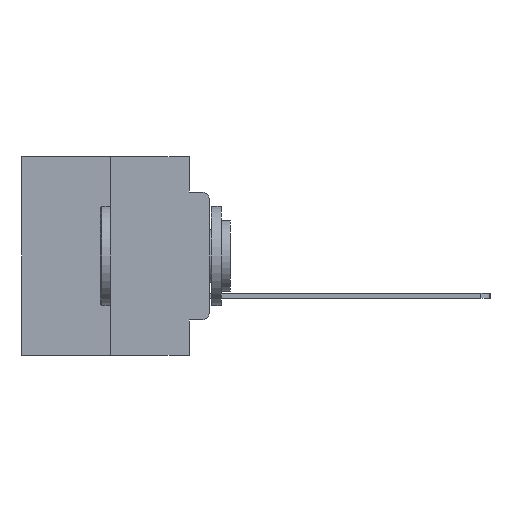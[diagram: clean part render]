
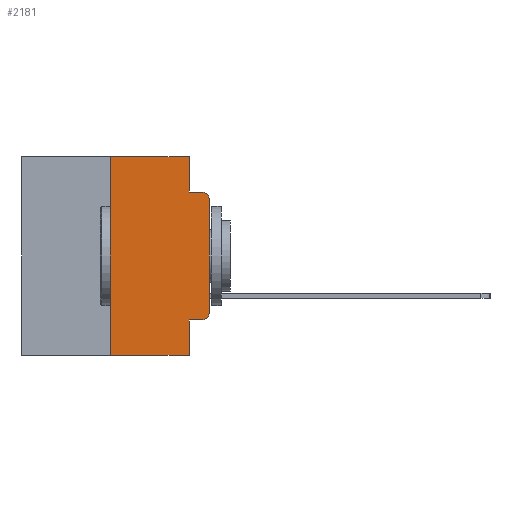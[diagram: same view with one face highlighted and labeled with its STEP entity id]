
A CAD part, left-side view. The second image highlights one B-rep face of the part: STEP entity #2181.
In plain terms, the highlighted planar face has unit normal (-1, 0, 0).
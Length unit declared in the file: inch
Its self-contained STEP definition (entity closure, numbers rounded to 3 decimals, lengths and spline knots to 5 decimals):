
#205 = DIRECTION ( 'NONE',  ( 0., -1., 0. ) ) ;
#260 = CARTESIAN_POINT ( 'NONE',  ( 0., 0.02, -0.1085 ) ) ;
#848 = LINE ( 'NONE', #7393, #23283 ) ;
#1065 = VERTEX_POINT ( 'NONE', #27808 ) ;
#1117 = VECTOR ( 'NONE', #4205, 39.37008 ) ;
#1247 = VECTOR ( 'NONE', #22727, 39.37008 ) ;
#1962 = CARTESIAN_POINT ( 'NONE',  ( 0., 0., -0.3915 ) ) ;
#2181 = ADVANCED_FACE ( 'NONE', ( #25915 ), #19913, .F. ) ;
#2211 = VERTEX_POINT ( 'NONE', #20164 ) ;
#2648 = LINE ( 'NONE', #6377, #1117 ) ;
#2737 = DIRECTION ( 'NONE',  ( 0., 0., -1. ) ) ;
#2757 = AXIS2_PLACEMENT_3D ( 'NONE', #12387, #26958, #14506 ) ;
#2817 = VERTEX_POINT ( 'NONE', #23864 ) ;
#3142 = EDGE_CURVE ( 'NONE', #21219, #26870, #23607, .T. ) ;
#3323 = VERTEX_POINT ( 'NONE', #16721 ) ;
#3783 = EDGE_CURVE ( 'NONE', #26870, #14639, #17401, .T. ) ;
#4205 = DIRECTION ( 'NONE',  ( 0., -1., 0. ) ) ;
#4970 = CARTESIAN_POINT ( 'NONE',  ( 0., 0., 0. ) ) ;
#5096 = EDGE_CURVE ( 'NONE', #16645, #1065, #17299, .T. ) ;
#5220 = CARTESIAN_POINT ( 'NONE',  ( 0., 0.051, -0.4115 ) ) ;
#6297 = ORIENTED_EDGE ( 'NONE', *, *, #3783, .T. ) ;
#6377 = CARTESIAN_POINT ( 'NONE',  ( 0., 0.473, -0.5 ) ) ;
#6991 = CARTESIAN_POINT ( 'NONE',  ( 0., 0.02, -0.4115 ) ) ;
#7253 = DIRECTION ( 'NONE',  ( 0., 0., 1. ) ) ;
#7393 = CARTESIAN_POINT ( 'NONE',  ( 0., 0.051, 0. ) ) ;
#7771 = EDGE_CURVE ( 'NONE', #16645, #10688, #2648, .T. ) ;
#7886 = DIRECTION ( 'NONE',  ( 0., -1., 0. ) ) ;
#8030 = ORIENTED_EDGE ( 'NONE', *, *, #26423, .F. ) ;
#8874 = EDGE_CURVE ( 'NONE', #2817, #24979, #10676, .T. ) ;
#9893 = VECTOR ( 'NONE', #7886, 39.37008 ) ;
#10011 = DIRECTION ( 'NONE',  ( 0., 0., 1. ) ) ;
#10463 = DIRECTION ( 'NONE',  ( 1., 0., 0. ) ) ;
#10556 = CARTESIAN_POINT ( 'NONE',  ( 0., 0.25, -0.5 ) ) ;
#10676 = CIRCLE ( 'NONE', #19202, 0.02 ) ;
#10688 = VERTEX_POINT ( 'NONE', #20630 ) ;
#10809 = ORIENTED_EDGE ( 'NONE', *, *, #3142, .T. ) ;
#11439 = EDGE_LOOP ( 'NONE', ( #16738, #12482, #18045, #23598, #8030, #24862, #21311, #26832, #10809, #6297 ) ) ;
#11965 = EDGE_CURVE ( 'NONE', #21219, #10688, #848, .T. ) ;
#12200 = LINE ( 'NONE', #4970, #15157 ) ;
#12317 = DIRECTION ( 'NONE',  ( 0., 0., -1. ) ) ;
#12387 = CARTESIAN_POINT ( 'NONE',  ( 0., 0.02, -0.3915 ) ) ;
#12482 = ORIENTED_EDGE ( 'NONE', *, *, #8874, .T. ) ;
#13722 = CARTESIAN_POINT ( 'NONE',  ( 0., 0.051, -0.0885 ) ) ;
#14506 = DIRECTION ( 'NONE',  ( 0., 0., -1. ) ) ;
#14639 = VERTEX_POINT ( 'NONE', #1962 ) ;
#15157 = VECTOR ( 'NONE', #7253, 39.37008 ) ;
#15855 = DIRECTION ( 'NONE',  ( -1., 0., 0. ) ) ;
#16341 = CARTESIAN_POINT ( 'NONE',  ( 0., 0.473, 0. ) ) ;
#16645 = VERTEX_POINT ( 'NONE', #10556 ) ;
#16721 = CARTESIAN_POINT ( 'NONE',  ( 0., 0.051, 0. ) ) ;
#16738 = ORIENTED_EDGE ( 'NONE', *, *, #27662, .T. ) ;
#17299 = LINE ( 'NONE', #18393, #21525 ) ;
#17401 = CIRCLE ( 'NONE', #2757, 0.02 ) ;
#17429 = EDGE_CURVE ( 'NONE', #2211, #24979, #24648, .T. ) ;
#18045 = ORIENTED_EDGE ( 'NONE', *, *, #17429, .F. ) ;
#18393 = CARTESIAN_POINT ( 'NONE',  ( 0., 0.25, 0. ) ) ;
#19106 = VECTOR ( 'NONE', #205, 39.37008 ) ;
#19114 = VECTOR ( 'NONE', #12317, 39.37008 ) ;
#19202 = AXIS2_PLACEMENT_3D ( 'NONE', #260, #15855, #2737 ) ;
#19351 = DIRECTION ( 'NONE',  ( 0., 0., -1. ) ) ;
#19841 = CARTESIAN_POINT ( 'NONE',  ( 0., 0.473, 0. ) ) ;
#19913 = PLANE ( 'NONE',  #25300 ) ;
#20164 = CARTESIAN_POINT ( 'NONE',  ( 0., 0.051, -0.0885 ) ) ;
#20630 = CARTESIAN_POINT ( 'NONE',  ( 0., 0.051, -0.5 ) ) ;
#21219 = VERTEX_POINT ( 'NONE', #5220 ) ;
#21311 = ORIENTED_EDGE ( 'NONE', *, *, #7771, .T. ) ;
#21525 = VECTOR ( 'NONE', #10011, 39.37008 ) ;
#21752 = LINE ( 'NONE', #16341, #9893 ) ;
#22289 = CARTESIAN_POINT ( 'NONE',  ( 0., 0.02, -0.0885 ) ) ;
#22727 = DIRECTION ( 'NONE',  ( 0., -1., 0. ) ) ;
#23283 = VECTOR ( 'NONE', #24317, 39.37008 ) ;
#23598 = ORIENTED_EDGE ( 'NONE', *, *, #25770, .F. ) ;
#23607 = LINE ( 'NONE', #23949, #1247 ) ;
#23864 = CARTESIAN_POINT ( 'NONE',  ( 0., 0., -0.1085 ) ) ;
#23949 = CARTESIAN_POINT ( 'NONE',  ( 0., 0.051, -0.4115 ) ) ;
#24022 = LINE ( 'NONE', #24794, #19114 ) ;
#24317 = DIRECTION ( 'NONE',  ( 0., 0., -1. ) ) ;
#24648 = LINE ( 'NONE', #13722, #19106 ) ;
#24794 = CARTESIAN_POINT ( 'NONE',  ( 0., 0.051, 0. ) ) ;
#24862 = ORIENTED_EDGE ( 'NONE', *, *, #5096, .F. ) ;
#24979 = VERTEX_POINT ( 'NONE', #22289 ) ;
#25300 = AXIS2_PLACEMENT_3D ( 'NONE', #19841, #10463, #19351 ) ;
#25770 = EDGE_CURVE ( 'NONE', #3323, #2211, #24022, .T. ) ;
#25915 = FACE_OUTER_BOUND ( 'NONE', #11439, .T. ) ;
#26423 = EDGE_CURVE ( 'NONE', #1065, #3323, #21752, .T. ) ;
#26832 = ORIENTED_EDGE ( 'NONE', *, *, #11965, .F. ) ;
#26870 = VERTEX_POINT ( 'NONE', #6991 ) ;
#26958 = DIRECTION ( 'NONE',  ( -1., 0., 0. ) ) ;
#27662 = EDGE_CURVE ( 'NONE', #14639, #2817, #12200, .T. ) ;
#27808 = CARTESIAN_POINT ( 'NONE',  ( 0., 0.25, 0. ) ) ;
